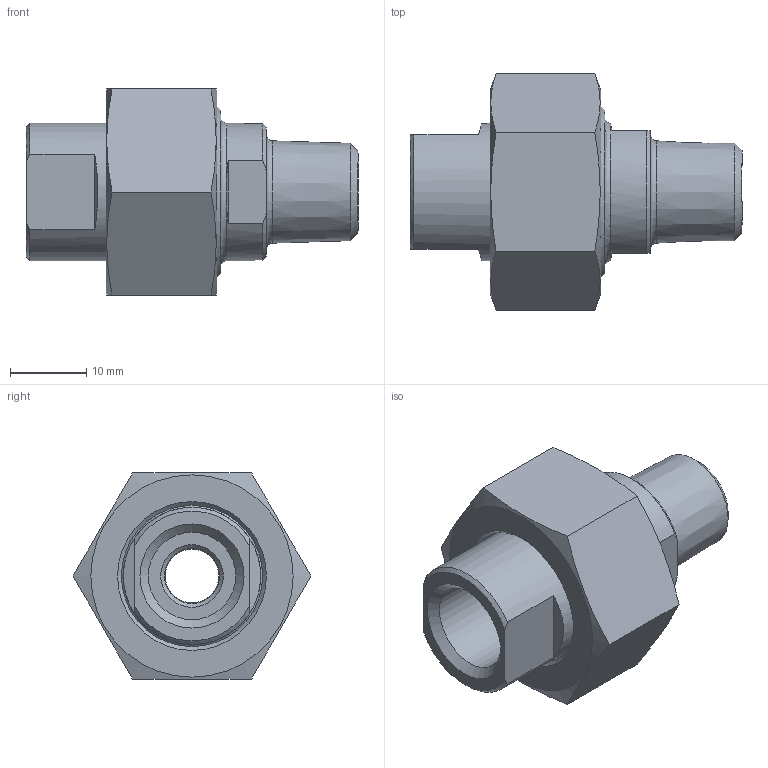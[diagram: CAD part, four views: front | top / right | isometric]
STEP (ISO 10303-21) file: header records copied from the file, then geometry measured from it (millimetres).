
FILE_DESCRIPTION(/* description */ (''),/* implementation_level */ '2;1');
FILE_NAME(/* name */ '3D_R134-E-UG-DN8-DN8_17101850.stp',/* time_stamp */ '2021-06-30T10:12:22+02:00',/* author */ ('cad'),/* organization */ (''),/* preprocessor_version */ 'ST-DEVELOPER v18.1',/* originating_system */ 'Autodesk Inventor 2022',/* authorisation */ '');
FILE_SCHEMA (('AUTOMOTIVE_DESIGN { 1 0 10303 214 3 1 1 }'));
Length unit declared in the file: millimetre
Products named in the file (4): 3D_R134-E-UG-DN8-DN8_17101850; 3D_R134-M-DN8_171011600; 3D_R134-UG-DN8_171011400; 3D_R134-E-DN8-DN8_171011000
Assembly tree (3 placements, depth 2):
  3D_R134-E-UG-DN8-DN8_17101850
    3D_R134-M-DN8_171011600
    3D_R134-UG-DN8_171011400
    3D_R134-E-DN8-DN8_171011000
Bounding box: 43.5 x 31.18 x 27 mm (x, y, z)
Volume: 11472.1 mm3; surface area: 8031.8 mm2
Topology: 3 solids, 3 shells, 64 faces, 149 edges, 97 vertices
Faces by surface type: plane 26, cone 20, cylinder 10, torus 8
Full cylindrical faces by diameter (mm): 7 x1, 7.2 x1, 11.445 x1, 18 x1, 18.5 x1, 22 x1, 22.376 x1, 23.85 x1
Entity records: 1998 total; most frequent: CARTESIAN_POINT 369, DIRECTION 348, ORIENTED_EDGE 298, AXIS2_PLACEMENT_3D 151, EDGE_CURVE 149, VERTEX_POINT 97, EDGE_LOOP 76, CIRCLE 74
